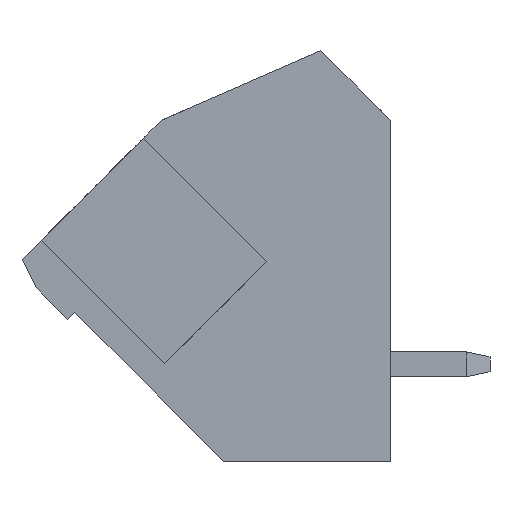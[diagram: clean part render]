
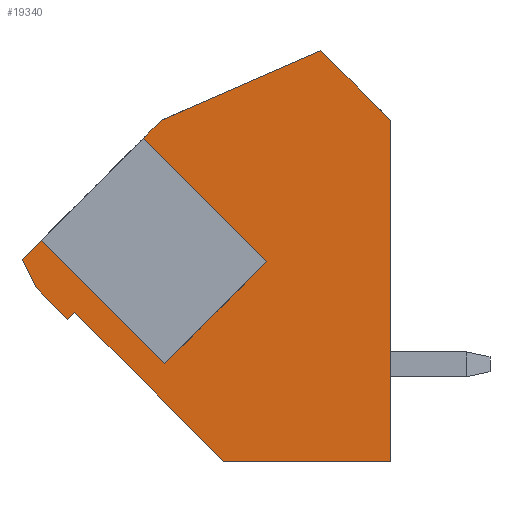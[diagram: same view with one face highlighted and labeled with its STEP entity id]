
A CAD part, left-side view. The second image highlights one B-rep face of the part: STEP entity #19340.
In plain terms, the highlighted planar face has unit normal (-1, 0, 0).
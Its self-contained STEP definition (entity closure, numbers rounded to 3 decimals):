
#218 = EDGE_CURVE ( 'NONE', #9823, #29042, #23738, .T. ) ;
#614 = CARTESIAN_POINT ( 'NONE',  ( 0., 2.8, 16.5 ) ) ;
#646 = CARTESIAN_POINT ( 'NONE',  ( 0., 2.8, 16.5 ) ) ;
#921 = EDGE_CURVE ( 'NONE', #1978, #29042, #6144, .T. ) ;
#967 = DIRECTION ( 'NONE',  ( 0., 0.916, -0.401 ) ) ;
#998 = EDGE_CURVE ( 'NONE', #12511, #32054, #14821, .T. ) ;
#1118 = LINE ( 'NONE', #646, #29095 ) ;
#1179 = CARTESIAN_POINT ( 'NONE',  ( 0., 4.971, 8.029 ) ) ;
#1978 = VERTEX_POINT ( 'NONE', #23558 ) ;
#2050 = CARTESIAN_POINT ( 'NONE',  ( 0., 9.072, 3.928 ) ) ;
#2111 = EDGE_CURVE ( 'NONE', #15537, #1978, #1118, .T. ) ;
#2243 = VERTEX_POINT ( 'NONE', #19740 ) ;
#2313 = VECTOR ( 'NONE', #27612, 1000. ) ;
#2395 = CARTESIAN_POINT ( 'NONE',  ( 0., 14.8, 8.1 ) ) ;
#2413 = VECTOR ( 'NONE', #32201, 1000. ) ;
#2420 = CARTESIAN_POINT ( 'NONE',  ( 0., 14.8, 16.5 ) ) ;
#2445 = DIRECTION ( 'NONE',  ( 0., -0.707, -0.707 ) ) ;
#2838 = EDGE_LOOP ( 'NONE', ( #4681, #30826, #5916, #3106, #26488, #30762, #11950, #5547, #5538, #21593, #5146, #20381, #10083 ) ) ;
#3106 = ORIENTED_EDGE ( 'NONE', *, *, #28004, .T. ) ;
#3360 = LINE ( 'NONE', #6166, #8835 ) ;
#3856 = CARTESIAN_POINT ( 'NONE',  ( 0., 14.8, 0. ) ) ;
#4681 = ORIENTED_EDGE ( 'NONE', *, *, #218, .F. ) ;
#5146 = ORIENTED_EDGE ( 'NONE', *, *, #26851, .T. ) ;
#5196 = EDGE_CURVE ( 'NONE', #14758, #24901, #32060, .T. ) ;
#5508 = VECTOR ( 'NONE', #23215, 1000. ) ;
#5538 = ORIENTED_EDGE ( 'NONE', *, *, #5196, .T. ) ;
#5547 = ORIENTED_EDGE ( 'NONE', *, *, #25793, .T. ) ;
#5619 = DIRECTION ( 'NONE',  ( 0., -0.447, -0.894 ) ) ;
#5916 = ORIENTED_EDGE ( 'NONE', *, *, #23184, .T. ) ;
#5940 = CARTESIAN_POINT ( 'NONE',  ( 0., 0., 13.7 ) ) ;
#6144 = LINE ( 'NONE', #18320, #30126 ) ;
#6162 = AXIS2_PLACEMENT_3D ( 'NONE', #2420, #27651, #7534 ) ;
#6166 = CARTESIAN_POINT ( 'NONE',  ( 0., 6.7, 0. ) ) ;
#6305 = EDGE_CURVE ( 'NONE', #8363, #12511, #28209, .T. ) ;
#6668 = CARTESIAN_POINT ( 'NONE',  ( 0., 0., 0. ) ) ;
#7534 = DIRECTION ( 'NONE',  ( 0., 0., -1. ) ) ;
#8363 = VERTEX_POINT ( 'NONE', #2395 ) ;
#8402 = VECTOR ( 'NONE', #27894, 1000. ) ;
#8835 = VECTOR ( 'NONE', #16180, 1000. ) ;
#8968 = DIRECTION ( 'NONE',  ( 0., -1., 0. ) ) ;
#9408 = CARTESIAN_POINT ( 'NONE',  ( 0., 9.072, 3.928 ) ) ;
#9546 = EDGE_CURVE ( 'NONE', #19888, #9823, #27039, .T. ) ;
#9823 = VERTEX_POINT ( 'NONE', #19851 ) ;
#10083 = ORIENTED_EDGE ( 'NONE', *, *, #921, .T. ) ;
#11950 = ORIENTED_EDGE ( 'NONE', *, *, #29853, .T. ) ;
#12511 = VERTEX_POINT ( 'NONE', #27666 ) ;
#12617 = FACE_OUTER_BOUND ( 'NONE', #2838, .T. ) ;
#13176 = LINE ( 'NONE', #15797, #5508 ) ;
#13335 = CARTESIAN_POINT ( 'NONE',  ( 0., 14.022, 8.878 ) ) ;
#14758 = VERTEX_POINT ( 'NONE', #30280 ) ;
#14821 = LINE ( 'NONE', #19705, #15879 ) ;
#15483 = CARTESIAN_POINT ( 'NONE',  ( 0., 14.8, 8.1 ) ) ;
#15537 = VERTEX_POINT ( 'NONE', #614 ) ;
#15797 = CARTESIAN_POINT ( 'NONE',  ( 0., 9.2, 13.7 ) ) ;
#15820 = VECTOR ( 'NONE', #32631, 1000. ) ;
#15879 = VECTOR ( 'NONE', #2445, 1000. ) ;
#16124 = VECTOR ( 'NONE', #24197, 1000. ) ;
#16180 = DIRECTION ( 'NONE',  ( 0., -0.707, -0.707 ) ) ;
#16596 = LINE ( 'NONE', #21537, #16124 ) ;
#17346 = VERTEX_POINT ( 'NONE', #18216 ) ;
#17374 = PLANE ( 'NONE',  #6162 ) ;
#17484 = LINE ( 'NONE', #20798, #2313 ) ;
#17926 = LINE ( 'NONE', #5940, #8402 ) ;
#18216 = CARTESIAN_POINT ( 'NONE',  ( 0., 0., 13.7 ) ) ;
#18320 = CARTESIAN_POINT ( 'NONE',  ( 0., 9.2, 13.7 ) ) ;
#19340 = ADVANCED_FACE ( 'NONE', ( #12617 ), #17374, .F. ) ;
#19705 = CARTESIAN_POINT ( 'NONE',  ( 0., 14.234, 6.969 ) ) ;
#19740 = CARTESIAN_POINT ( 'NONE',  ( 0., 12.679, 5.979 ) ) ;
#19851 = CARTESIAN_POINT ( 'NONE',  ( 0., 4.971, 8.029 ) ) ;
#19888 = VERTEX_POINT ( 'NONE', #2050 ) ;
#20381 = ORIENTED_EDGE ( 'NONE', *, *, #2111, .T. ) ;
#20395 = DIRECTION ( 'NONE',  ( 0., -0.707, 0.707 ) ) ;
#20798 = CARTESIAN_POINT ( 'NONE',  ( 0., 0., 16.5 ) ) ;
#21537 = CARTESIAN_POINT ( 'NONE',  ( 0., 9.072, 3.928 ) ) ;
#21593 = ORIENTED_EDGE ( 'NONE', *, *, #32124, .T. ) ;
#21780 = VECTOR ( 'NONE', #20395, 1000. ) ;
#22535 = VECTOR ( 'NONE', #5619, 1000. ) ;
#22871 = CARTESIAN_POINT ( 'NONE',  ( 0., 12.962, 5.696 ) ) ;
#23184 = EDGE_CURVE ( 'NONE', #19888, #25948, #16596, .T. ) ;
#23215 = DIRECTION ( 'NONE',  ( 0., 0.707, -0.707 ) ) ;
#23558 = CARTESIAN_POINT ( 'NONE',  ( 0., 9.2, 13.7 ) ) ;
#23738 = LINE ( 'NONE', #1179, #15820 ) ;
#23900 = CARTESIAN_POINT ( 'NONE',  ( 0., 9.921, 12.979 ) ) ;
#24197 = DIRECTION ( 'NONE',  ( 0., 0.707, 0.707 ) ) ;
#24901 = VERTEX_POINT ( 'NONE', #6668 ) ;
#25793 = EDGE_CURVE ( 'NONE', #2243, #14758, #3360, .T. ) ;
#25948 = VERTEX_POINT ( 'NONE', #13335 ) ;
#26433 = VECTOR ( 'NONE', #8968, 1000. ) ;
#26488 = ORIENTED_EDGE ( 'NONE', *, *, #6305, .T. ) ;
#26851 = EDGE_CURVE ( 'NONE', #17346, #15537, #17926, .T. ) ;
#27039 = LINE ( 'NONE', #9408, #2413 ) ;
#27612 = DIRECTION ( 'NONE',  ( 0., 0., 1. ) ) ;
#27651 = DIRECTION ( 'NONE',  ( 1., 0., 0. ) ) ;
#27666 = CARTESIAN_POINT ( 'NONE',  ( 0., 14.234, 6.969 ) ) ;
#27894 = DIRECTION ( 'NONE',  ( 0., 0.707, 0.707 ) ) ;
#28004 = EDGE_CURVE ( 'NONE', #25948, #8363, #13176, .T. ) ;
#28209 = LINE ( 'NONE', #15483, #22535 ) ;
#28257 = DIRECTION ( 'NONE',  ( 0., 0.707, -0.707 ) ) ;
#29042 = VERTEX_POINT ( 'NONE', #23900 ) ;
#29095 = VECTOR ( 'NONE', #967, 1000. ) ;
#29853 = EDGE_CURVE ( 'NONE', #32054, #2243, #30182, .T. ) ;
#30126 = VECTOR ( 'NONE', #28257, 1000. ) ;
#30182 = LINE ( 'NONE', #22871, #21780 ) ;
#30280 = CARTESIAN_POINT ( 'NONE',  ( 0., 6.7, 0. ) ) ;
#30762 = ORIENTED_EDGE ( 'NONE', *, *, #998, .T. ) ;
#30826 = ORIENTED_EDGE ( 'NONE', *, *, #9546, .F. ) ;
#31433 = CARTESIAN_POINT ( 'NONE',  ( 0., 12.962, 5.696 ) ) ;
#32054 = VERTEX_POINT ( 'NONE', #31433 ) ;
#32060 = LINE ( 'NONE', #3856, #26433 ) ;
#32124 = EDGE_CURVE ( 'NONE', #24901, #17346, #17484, .T. ) ;
#32201 = DIRECTION ( 'NONE',  ( 0., -0.707, 0.707 ) ) ;
#32631 = DIRECTION ( 'NONE',  ( 0., 0.707, 0.707 ) ) ;
